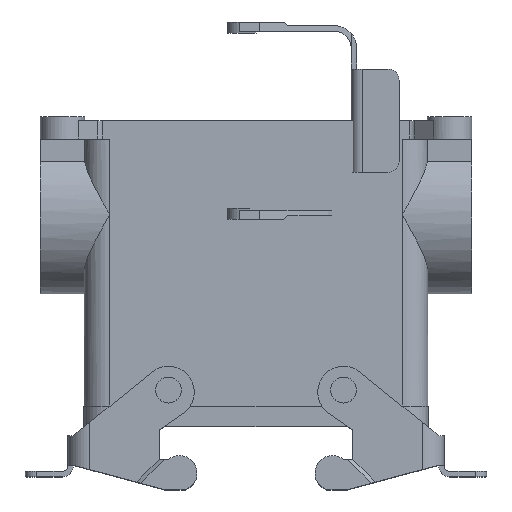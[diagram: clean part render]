
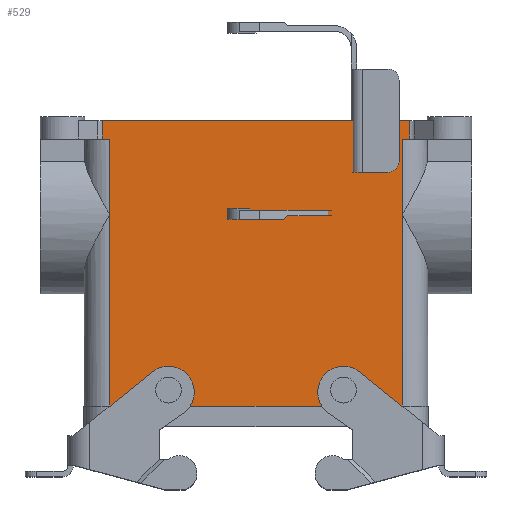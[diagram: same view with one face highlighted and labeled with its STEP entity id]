
A CAD part, top view. The second image highlights one B-rep face of the part: STEP entity #529.
In plain terms, the highlighted planar face has unit normal (0, 0, 1).
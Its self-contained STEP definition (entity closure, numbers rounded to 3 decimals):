
#529 = ADVANCED_FACE( '', ( #1128, #1129, #1130 ), #1131, .F. );
#1128 = FACE_BOUND( '', #1789, .T. );
#1129 = FACE_OUTER_BOUND( '', #1790, .T. );
#1130 = FACE_BOUND( '', #1791, .T. );
#1131 = PLANE( '', #1792 );
#1789 = EDGE_LOOP( '', ( #3260 ) );
#1790 = EDGE_LOOP( '', ( #3261, #3262, #3263, #3264, #3265, #3266, #3267, #3268, #3269, #3270 ) );
#1791 = EDGE_LOOP( '', ( #3271 ) );
#1792 = AXIS2_PLACEMENT_3D( '', #3272, #3273, #3274 );
#3260 = ORIENTED_EDGE( '', *, *, #4255, .F. );
#3261 = ORIENTED_EDGE( '', *, *, #4285, .T. );
#3262 = ORIENTED_EDGE( '', *, *, #4170, .T. );
#3263 = ORIENTED_EDGE( '', *, *, #4235, .F. );
#3264 = ORIENTED_EDGE( '', *, *, #3981, .T. );
#3265 = ORIENTED_EDGE( '', *, *, #4208, .T. );
#3266 = ORIENTED_EDGE( '', *, *, #4159, .F. );
#3267 = ORIENTED_EDGE( '', *, *, #4138, .F. );
#3268 = ORIENTED_EDGE( '', *, *, #4286, .F. );
#3269 = ORIENTED_EDGE( '', *, *, #4287, .F. );
#3270 = ORIENTED_EDGE( '', *, *, #3703, .T. );
#3271 = ORIENTED_EDGE( '', *, *, #4288, .F. );
#3272 = CARTESIAN_POINT( '', ( 42.515, -5., 21.5 ) );
#3273 = DIRECTION( '', ( 0., 0., -1. ) );
#3274 = DIRECTION( '', ( -1., 0., 0. ) );
#3703 = EDGE_CURVE( '', #4373, #4377, #4379, .T. );
#3981 = EDGE_CURVE( '', #4845, #4850, #4852, .T. );
#4138 = EDGE_CURVE( '', #5089, #5091, #5092, .T. );
#4159 = EDGE_CURVE( '', #5091, #5120, #5121, .T. );
#4170 = EDGE_CURVE( '', #5135, #5133, #5136, .F. );
#4208 = EDGE_CURVE( '', #4850, #5120, #5180, .T. );
#4235 = EDGE_CURVE( '', #4845, #5133, #5214, .T. );
#4255 = EDGE_CURVE( '', #5239, #5239, #5240, .F. );
#4285 = EDGE_CURVE( '', #4377, #5135, #5276, .T. );
#4286 = EDGE_CURVE( '', #5277, #5089, #5278, .T. );
#4287 = EDGE_CURVE( '', #4373, #5277, #5279, .T. );
#4288 = EDGE_CURVE( '', #5280, #5280, #5281, .F. );
#4373 = VERTEX_POINT( '', #5373 );
#4377 = VERTEX_POINT( '', #5378 );
#4379 = LINE( '', #5380, #5381 );
#4845 = VERTEX_POINT( '', #6098 );
#4850 = VERTEX_POINT( '', #6104 );
#4852 = LINE( '', #6125, #6126 );
#5089 = VERTEX_POINT( '', #6584 );
#5091 = VERTEX_POINT( '', #6611 );
#5092 = LINE( '', #6612, #6613 );
#5120 = VERTEX_POINT( '', #6648 );
#5121 = LINE( '', #6649, #6650 );
#5133 = VERTEX_POINT( '', #6665 );
#5135 = VERTEX_POINT( '', #6667 );
#5136 = LINE( '', #6668, #6669 );
#5180 = LINE( '', #6730, #6731 );
#5214 = LINE( '', #6773, #6774 );
#5239 = VERTEX_POINT( '', #6803 );
#5240 = CIRCLE( '', #6804, 2.45 );
#5276 = LINE( '', #6853, #6854 );
#5277 = VERTEX_POINT( '', #6855 );
#5278 = LINE( '', #6856, #6857 );
#5279 = LINE( '', #6858, #6859 );
#5280 = VERTEX_POINT( '', #6860 );
#5281 = CIRCLE( '', #6861, 2.45 );
#5373 = CARTESIAN_POINT( '', ( 41.686, -5., 21.5 ) );
#5378 = CARTESIAN_POINT( '', ( 41.686, 0., 21.5 ) );
#5380 = CARTESIAN_POINT( '', ( 41.686, 0., 21.5 ) );
#5381 = VECTOR( '', #7001, 1000. );
#6098 = CARTESIAN_POINT( '', ( -39.65, -5., 21.5 ) );
#6104 = CARTESIAN_POINT( '', ( -39.65, -25.5, 21.5 ) );
#6125 = CARTESIAN_POINT( '', ( -39.65, 74.914, 21.5 ) );
#6126 = VECTOR( '', #7347, 1000. );
#6584 = CARTESIAN_POINT( '', ( 39.65, -25.5, 21.5 ) );
#6611 = CARTESIAN_POINT( '', ( 39.65, -77.4, 21.5 ) );
#6612 = CARTESIAN_POINT( '', ( 39.65, 74.914, 21.5 ) );
#6613 = VECTOR( '', #7538, 1000. );
#6648 = CARTESIAN_POINT( '', ( -39.65, -77.4, 21.5 ) );
#6649 = CARTESIAN_POINT( '', ( -39.65, -77.4, 21.5 ) );
#6650 = VECTOR( '', #7570, 1000. );
#6665 = CARTESIAN_POINT( '', ( -41.686, -5., 21.5 ) );
#6667 = CARTESIAN_POINT( '', ( -41.686, 0., 21.5 ) );
#6668 = CARTESIAN_POINT( '', ( -41.686, -5., 21.5 ) );
#6669 = VECTOR( '', #7589, 1000. );
#6730 = CARTESIAN_POINT( '', ( -39.65, 74.914, 21.5 ) );
#6731 = VECTOR( '', #7625, 1000. );
#6773 = CARTESIAN_POINT( '', ( 42.515, -5., 21.5 ) );
#6774 = VECTOR( '', #7652, 1000. );
#6803 = CARTESIAN_POINT( '', ( 21.3, -73.1, 21.5 ) );
#6804 = AXIS2_PLACEMENT_3D( '', #7675, #7676, #7677 );
#6853 = CARTESIAN_POINT( '', ( 42.515, 0., 21.5 ) );
#6854 = VECTOR( '', #7697, 1000. );
#6855 = CARTESIAN_POINT( '', ( 39.65, -5., 21.5 ) );
#6856 = CARTESIAN_POINT( '', ( 39.65, 74.914, 21.5 ) );
#6857 = VECTOR( '', #7698, 1000. );
#6858 = CARTESIAN_POINT( '', ( 42.515, -5., 21.5 ) );
#6859 = VECTOR( '', #7699, 1000. );
#6860 = CARTESIAN_POINT( '', ( -26.2, -73.1, 21.5 ) );
#6861 = AXIS2_PLACEMENT_3D( '', #7700, #7701, #7702 );
#7001 = DIRECTION( '', ( 0., 1., 0. ) );
#7347 = DIRECTION( '', ( 0., -1., 0. ) );
#7538 = DIRECTION( '', ( 0., -1., 0. ) );
#7570 = DIRECTION( '', ( -1., 0., 0. ) );
#7589 = DIRECTION( '', ( 0., 1., 0. ) );
#7625 = DIRECTION( '', ( 0., -1., 0. ) );
#7652 = DIRECTION( '', ( -1., 0., 0. ) );
#7675 = CARTESIAN_POINT( '', ( 23.75, -73.1, 21.5 ) );
#7676 = DIRECTION( '', ( 0., 0., -1. ) );
#7677 = DIRECTION( '', ( -1., 0., 0. ) );
#7697 = DIRECTION( '', ( -1., 0., 0. ) );
#7698 = DIRECTION( '', ( 0., -1., 0. ) );
#7699 = DIRECTION( '', ( -1., 0., 0. ) );
#7700 = CARTESIAN_POINT( '', ( -23.75, -73.1, 21.5 ) );
#7701 = DIRECTION( '', ( 0., 0., -1. ) );
#7702 = DIRECTION( '', ( -1., 0., 0. ) );
